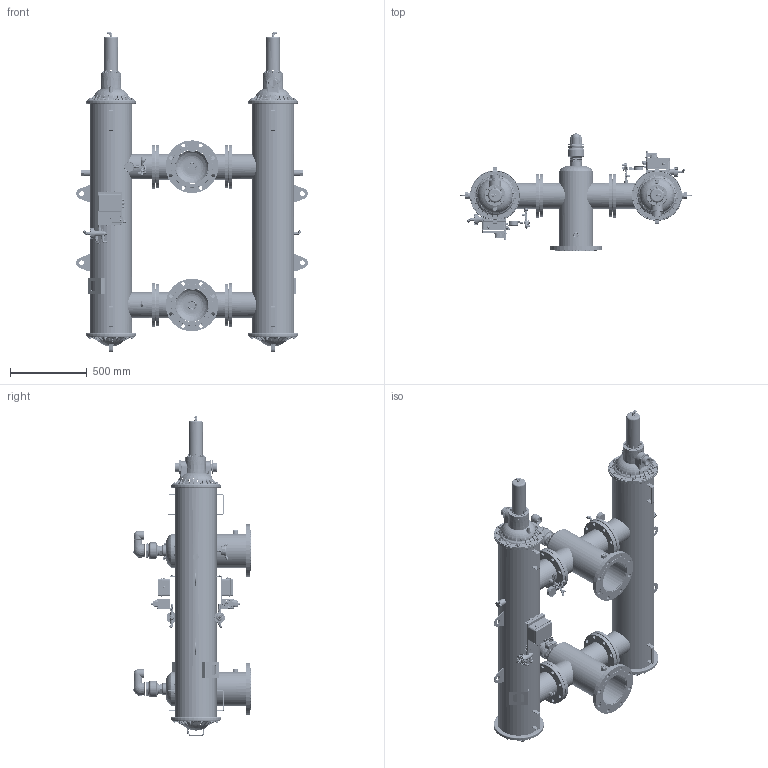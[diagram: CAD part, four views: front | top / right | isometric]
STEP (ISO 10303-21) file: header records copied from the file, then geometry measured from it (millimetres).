
FILE_DESCRIPTION (( 'STEP AP203' ), '1' );
FILE_NAME ('2x6''''Automatic SG x 8'''' ANSI Inlet - Outlet.STEP', '2023-03-09T07:25:44', ( 'localadmin' ), ( 'HP Inc.' ), 'SwSTEP 2.0', 'SolidWorks 2019', '' );
FILE_SCHEMA (( 'CONFIG_CONTROL_DESIGN' ));
Products named in the file (11): 3-4'''' SOCKET BSP; H 106; 6''''x8''''x6'''' ANSI TEE Connector - 474x575mm; 2x6''''Automatic SG x 8'''' ANSI Inlet - Outlet; ANSI B 16-5 150 Ib 6''''; 6''''x8''''x6'''' TEE - 575x474mm Body; 8''''CLOSING PART; 2'''' SOCKET; BARAK PLASTIC BASE 2 GD-010(NPT); ANSI B 16-5 150 Ib 8''''
Assembly tree (20 placements, depth 3):
  2x6''''Automatic SG x 8'''' ANSI Inlet - Outlet
    6''''x8''''x6'''' ANSI TEE Connector - 474x575mm
      6''''x8''''x6'''' TEE - 575x474mm Body
      ANSI B 16-5 150 Ib 6''''  x2
      ANSI B 16-5 150 Ib 8''''
      8''''CLOSING PART
      2'''' SOCKET
      3-4'''' SOCKET BSP
    H 106  x2
    6''''x8''''x6'''' ANSI TEE Connector - 474x575mm
      6''''x8''''x6'''' TEE - 575x474mm Body
      ANSI B 16-5 150 Ib 6''''  x2
      ANSI B 16-5 150 Ib 8''''
      8''''CLOSING PART
      2'''' SOCKET
      3-4'''' SOCKET BSP
    BARAK PLASTIC BASE 2 GD-010(NPT)  x2
Bounding box: 1507 x 762.4 x 2081.9 mm (x, y, z)
Volume: 10097072.3 mm3; surface area: 8648840.4 mm2
Topology: 14 solids, 494 shells, 6940 faces, 22120 edges, 14968 vertices
Faces by surface type: plane 2354, cylinder 2332, torus 916, bspline 880, cone 434, sphere 24
Entity records: 167754 total; most frequent: CARTESIAN_POINT 75885, DIRECTION 18526, ORIENTED_EDGE 17325, EDGE_CURVE 10962, VERTEX_POINT 7435, AXIS2_PLACEMENT_3D 7281, CIRCLE 4250, LINE 3964
